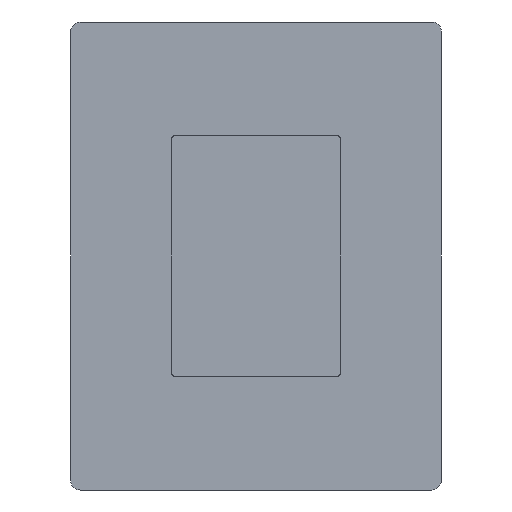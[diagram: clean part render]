
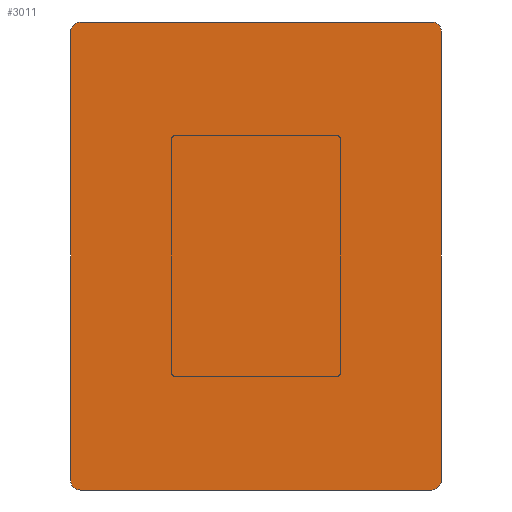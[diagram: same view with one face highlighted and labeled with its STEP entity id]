
A CAD part, left-side view. The second image highlights one B-rep face of the part: STEP entity #3011.
In plain terms, the highlighted planar face has unit normal (1, 0, 0).
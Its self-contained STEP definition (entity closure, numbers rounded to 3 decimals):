
#265=ELLIPSE('',#3090,4.001,4.);
#266=ELLIPSE('',#3091,4.001,4.);
#267=ELLIPSE('',#3092,4.001,4.);
#268=ELLIPSE('',#3093,4.001,4.);
#345=ORIENTED_EDGE('',*,*,#983,.T.);
#346=ORIENTED_EDGE('',*,*,#984,.T.);
#347=ORIENTED_EDGE('',*,*,#985,.T.);
#348=ORIENTED_EDGE('',*,*,#986,.T.);
#349=ORIENTED_EDGE('',*,*,#987,.T.);
#350=ORIENTED_EDGE('',*,*,#988,.T.);
#351=ORIENTED_EDGE('',*,*,#989,.T.);
#352=ORIENTED_EDGE('',*,*,#990,.T.);
#983=EDGE_CURVE('',#1513,#1514,#1975,.T.);
#984=EDGE_CURVE('',#1514,#1515,#265,.F.);
#985=EDGE_CURVE('',#1515,#1516,#1976,.T.);
#986=EDGE_CURVE('',#1516,#1517,#266,.F.);
#987=EDGE_CURVE('',#1517,#1518,#1977,.T.);
#988=EDGE_CURVE('',#1518,#1519,#267,.F.);
#989=EDGE_CURVE('',#1519,#1520,#1978,.T.);
#990=EDGE_CURVE('',#1520,#1513,#268,.F.);
#1513=VERTEX_POINT('',#3982);
#1514=VERTEX_POINT('',#3983);
#1515=VERTEX_POINT('',#3985);
#1516=VERTEX_POINT('',#3987);
#1517=VERTEX_POINT('',#3989);
#1518=VERTEX_POINT('',#3991);
#1519=VERTEX_POINT('',#3993);
#1520=VERTEX_POINT('',#3995);
#1975=LINE('',#3981,#2236);
#1976=LINE('',#3986,#2237);
#1977=LINE('',#3990,#2238);
#1978=LINE('',#3994,#2239);
#2236=VECTOR('',#3302,1000.);
#2237=VECTOR('',#3305,1000.);
#2238=VECTOR('',#3308,1000.);
#2239=VECTOR('',#3311,1000.);
#2497=EDGE_LOOP('',(#345,#346,#347,#348,#349,#350,#351,#352));
#2573=FACE_BOUND('',#2497,.T.);
#2649=PLANE('',#3089);
#3011=ADVANCED_FACE('',(#2573),#2649,.F.);
#3089=AXIS2_PLACEMENT_3D('',#3980,#3300,#3301);
#3090=AXIS2_PLACEMENT_3D('',#3984,#3303,#3304);
#3091=AXIS2_PLACEMENT_3D('',#3988,#3306,#3307);
#3092=AXIS2_PLACEMENT_3D('',#3992,#3309,#3310);
#3093=AXIS2_PLACEMENT_3D('',#3996,#3312,#3313);
#3300=DIRECTION('',(-1.,0.,0.));
#3301=DIRECTION('',(0.,0.,1.));
#3302=DIRECTION('',(0.,0.,1.));
#3303=DIRECTION('',(-1.,0.,0.));
#3304=DIRECTION('',(0.,0.707,0.707));
#3305=DIRECTION('',(0.,-1.,0.));
#3306=DIRECTION('',(-1.,0.,0.));
#3307=DIRECTION('',(0.,-0.707,0.707));
#3308=DIRECTION('',(0.,0.,-1.));
#3309=DIRECTION('',(-1.,0.,0.));
#3310=DIRECTION('',(0.,-0.707,-0.707));
#3311=DIRECTION('',(0.,1.,0.));
#3312=DIRECTION('',(-1.,0.,0.));
#3313=DIRECTION('',(0.,0.707,-0.707));
#3980=CARTESIAN_POINT('',(0.,73.999,-94.499));
#3981=CARTESIAN_POINT('',(0.,78.,0.));
#3982=CARTESIAN_POINT('',(0.,78.,-94.501));
#3983=CARTESIAN_POINT('',(0.,78.,94.501));
#3984=CARTESIAN_POINT('',(0.,73.999,94.499));
#3985=CARTESIAN_POINT('',(0.,74.001,98.5));
#3986=CARTESIAN_POINT('',(0.,0.,98.5));
#3987=CARTESIAN_POINT('',(0.,-74.001,98.5));
#3988=CARTESIAN_POINT('',(0.,-73.999,94.499));
#3989=CARTESIAN_POINT('',(0.,-78.,94.501));
#3990=CARTESIAN_POINT('',(0.,-78.,0.));
#3991=CARTESIAN_POINT('',(0.,-78.,-94.501));
#3992=CARTESIAN_POINT('',(0.,-73.999,-94.499));
#3993=CARTESIAN_POINT('',(0.,-74.001,-98.5));
#3994=CARTESIAN_POINT('',(0.,0.,-98.5));
#3995=CARTESIAN_POINT('',(0.,74.001,-98.5));
#3996=CARTESIAN_POINT('',(0.,73.999,-94.499));
